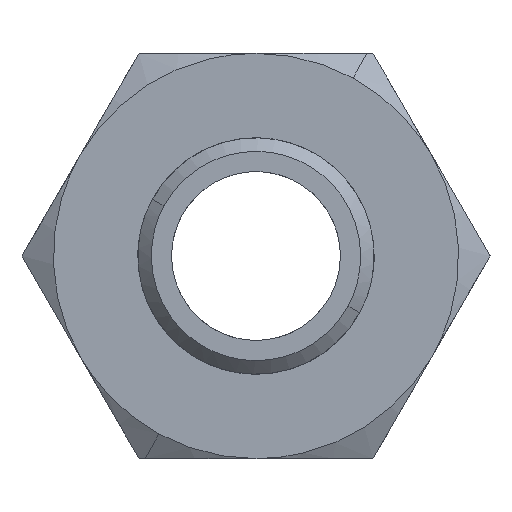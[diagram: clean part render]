
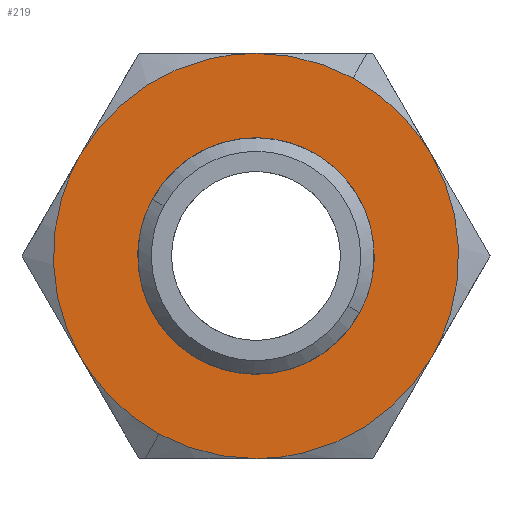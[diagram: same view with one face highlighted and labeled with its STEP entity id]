
A CAD part, front view. The second image highlights one B-rep face of the part: STEP entity #219.
In plain terms, the highlighted planar face has unit normal (0, -1, 0).
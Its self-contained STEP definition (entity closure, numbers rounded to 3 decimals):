
#12=FACE_BOUND('',#301,.T.);
#37=(
BOUNDED_CURVE()
B_SPLINE_CURVE(2,(#1743,#1744,#1745),.UNSPECIFIED.,.F.,.F.)
B_SPLINE_CURVE_WITH_KNOTS((3,3),(0.,9.85),.UNSPECIFIED.)
CURVE()
GEOMETRIC_REPRESENTATION_ITEM()
RATIONAL_B_SPLINE_CURVE((1.,0.963,1.))
REPRESENTATION_ITEM('')
);
#38=(
BOUNDED_CURVE()
B_SPLINE_CURVE(2,(#1746,#1747,#1748,#1749,#1750),.UNSPECIFIED.,.F.,.F.)
B_SPLINE_CURVE_WITH_KNOTS((3,2,3),(-32.979,-16.489,
0.),.UNSPECIFIED.)
CURVE()
GEOMETRIC_REPRESENTATION_ITEM()
RATIONAL_B_SPLINE_CURVE((1.,0.707,1.,0.707,1.))
REPRESENTATION_ITEM('')
);
#39=(
BOUNDED_CURVE()
B_SPLINE_CURVE(2,(#1751,#1752,#1753,#1754,#1755),.UNSPECIFIED.,.F.,.F.)
B_SPLINE_CURVE_WITH_KNOTS((3,2,3),(-32.979,-16.489,
0.),.UNSPECIFIED.)
CURVE()
GEOMETRIC_REPRESENTATION_ITEM()
RATIONAL_B_SPLINE_CURVE((1.,0.707,1.,0.707,1.))
REPRESENTATION_ITEM('')
);
#40=(
BOUNDED_CURVE()
B_SPLINE_CURVE(2,(#1756,#1757,#1758),.UNSPECIFIED.,.F.,.F.)
B_SPLINE_CURVE_WITH_KNOTS((3,3),(0.,9.85),.UNSPECIFIED.)
CURVE()
GEOMETRIC_REPRESENTATION_ITEM()
RATIONAL_B_SPLINE_CURVE((1.,0.963,1.))
REPRESENTATION_ITEM('')
);
#41=(
BOUNDED_CURVE()
B_SPLINE_CURVE(2,(#1759,#1760,#1761),.UNSPECIFIED.,.F.,.F.)
B_SPLINE_CURVE_WITH_KNOTS((3,3),(0.,9.),.UNSPECIFIED.)
CURVE()
GEOMETRIC_REPRESENTATION_ITEM()
RATIONAL_B_SPLINE_CURVE((1.,0.969,1.))
REPRESENTATION_ITEM('')
);
#42=(
BOUNDED_CURVE()
B_SPLINE_CURVE(2,(#1762,#1763,#1764),.UNSPECIFIED.,.F.,.F.)
B_SPLINE_CURVE_WITH_KNOTS((3,3),(0.,18.85),.UNSPECIFIED.)
CURVE()
GEOMETRIC_REPRESENTATION_ITEM()
RATIONAL_B_SPLINE_CURVE((1.,0.866,1.))
REPRESENTATION_ITEM('')
);
#43=(
BOUNDED_CURVE()
B_SPLINE_CURVE(2,(#1765,#1766,#1767),.UNSPECIFIED.,.F.,.F.)
B_SPLINE_CURVE_WITH_KNOTS((3,3),(0.,18.85),.UNSPECIFIED.)
CURVE()
GEOMETRIC_REPRESENTATION_ITEM()
RATIONAL_B_SPLINE_CURVE((1.,0.866,1.))
REPRESENTATION_ITEM('')
);
#44=(
BOUNDED_CURVE()
B_SPLINE_CURVE(2,(#1768,#1769,#1770),.UNSPECIFIED.,.F.,.F.)
B_SPLINE_CURVE_WITH_KNOTS((3,3),(0.,9.),.UNSPECIFIED.)
CURVE()
GEOMETRIC_REPRESENTATION_ITEM()
RATIONAL_B_SPLINE_CURVE((1.,0.969,1.))
REPRESENTATION_ITEM('')
);
#45=(
BOUNDED_CURVE()
B_SPLINE_CURVE(2,(#1771,#1772,#1773),.UNSPECIFIED.,.F.,.F.)
B_SPLINE_CURVE_WITH_KNOTS((3,3),(0.,18.85),.UNSPECIFIED.)
CURVE()
GEOMETRIC_REPRESENTATION_ITEM()
RATIONAL_B_SPLINE_CURVE((1.,0.866,1.))
REPRESENTATION_ITEM('')
);
#46=(
BOUNDED_CURVE()
B_SPLINE_CURVE(2,(#1774,#1775,#1776),.UNSPECIFIED.,.F.,.F.)
B_SPLINE_CURVE_WITH_KNOTS((3,3),(0.,18.85),.UNSPECIFIED.)
CURVE()
GEOMETRIC_REPRESENTATION_ITEM()
RATIONAL_B_SPLINE_CURVE((1.,0.866,1.))
REPRESENTATION_ITEM('')
);
#219=ADVANCED_FACE('',(#259,#12),#975,.T.);
#259=FACE_OUTER_BOUND('',#300,.T.);
#300=EDGE_LOOP('',(#401,#402,#403,#404,#405,#406,#407,#408));
#301=EDGE_LOOP('',(#409,#410));
#401=ORIENTED_EDGE('',*,*,#585,.F.);
#402=ORIENTED_EDGE('',*,*,#586,.F.);
#403=ORIENTED_EDGE('',*,*,#587,.F.);
#404=ORIENTED_EDGE('',*,*,#581,.F.);
#405=ORIENTED_EDGE('',*,*,#588,.F.);
#406=ORIENTED_EDGE('',*,*,#590,.F.);
#407=ORIENTED_EDGE('',*,*,#589,.F.);
#408=ORIENTED_EDGE('',*,*,#584,.F.);
#409=ORIENTED_EDGE('',*,*,#583,.F.);
#410=ORIENTED_EDGE('',*,*,#582,.F.);
#581=EDGE_CURVE('',#868,#867,#37,.T.);
#582=EDGE_CURVE('',#874,#873,#38,.T.);
#583=EDGE_CURVE('',#873,#874,#39,.T.);
#584=EDGE_CURVE('',#869,#870,#40,.T.);
#585=EDGE_CURVE('',#871,#869,#41,.T.);
#586=EDGE_CURVE('',#872,#871,#42,.T.);
#587=EDGE_CURVE('',#867,#872,#43,.T.);
#588=EDGE_CURVE('',#866,#868,#44,.T.);
#589=EDGE_CURVE('',#870,#865,#45,.T.);
#590=EDGE_CURVE('',#865,#866,#46,.T.);
#865=VERTEX_POINT('',#1733);
#866=VERTEX_POINT('',#1734);
#867=VERTEX_POINT('',#1735);
#868=VERTEX_POINT('',#1736);
#869=VERTEX_POINT('',#1737);
#870=VERTEX_POINT('',#1738);
#871=VERTEX_POINT('',#1739);
#872=VERTEX_POINT('',#1740);
#873=VERTEX_POINT('',#1741);
#874=VERTEX_POINT('',#1742);
#975=PLANE('',#1073);
#1073=AXIS2_PLACEMENT_3D('',#1732,#1086,$);
#1086=DIRECTION('',(0.,-1.,0.));
#1732=CARTESIAN_POINT('',(-25.002,12.5,21.66));
#1733=CARTESIAN_POINT('',(15.588,12.5,-9.));
#1734=CARTESIAN_POINT('',(0.,12.5,-18.));
#1735=CARTESIAN_POINT('',(-15.588,12.5,-9.));
#1736=CARTESIAN_POINT('',(-8.63,12.5,-15.796));
#1737=CARTESIAN_POINT('',(8.63,12.5,15.796));
#1738=CARTESIAN_POINT('',(15.588,12.5,9.));
#1739=CARTESIAN_POINT('',(0.,12.5,18.));
#1740=CARTESIAN_POINT('',(-15.588,12.5,9.));
#1741=CARTESIAN_POINT('',(-9.212,12.5,5.033));
#1742=CARTESIAN_POINT('',(9.212,12.5,-5.033));
#1743=CARTESIAN_POINT('',(-8.63,12.5,-15.796));
#1744=CARTESIAN_POINT('',(-13.063,12.5,-13.375));
#1745=CARTESIAN_POINT('',(-15.588,12.5,-9.));
#1746=CARTESIAN_POINT('',(9.212,12.5,-5.033));
#1747=CARTESIAN_POINT('',(14.245,12.5,4.18));
#1748=CARTESIAN_POINT('',(5.033,12.5,9.212));
#1749=CARTESIAN_POINT('',(-4.18,12.5,14.245));
#1750=CARTESIAN_POINT('',(-9.212,12.5,5.033));
#1751=CARTESIAN_POINT('',(-9.212,12.5,5.033));
#1752=CARTESIAN_POINT('',(-14.245,12.5,-4.18));
#1753=CARTESIAN_POINT('',(-5.033,12.5,-9.212));
#1754=CARTESIAN_POINT('',(4.18,12.5,-14.245));
#1755=CARTESIAN_POINT('',(9.212,12.5,-5.033));
#1756=CARTESIAN_POINT('',(8.63,12.5,15.796));
#1757=CARTESIAN_POINT('',(13.063,12.5,13.375));
#1758=CARTESIAN_POINT('',(15.588,12.5,9.));
#1759=CARTESIAN_POINT('',(0.,12.5,18.));
#1760=CARTESIAN_POINT('',(4.596,12.5,18.));
#1761=CARTESIAN_POINT('',(8.63,12.5,15.796));
#1762=CARTESIAN_POINT('',(-15.588,12.5,9.));
#1763=CARTESIAN_POINT('',(-10.392,12.5,18.));
#1764=CARTESIAN_POINT('',(0.,12.5,18.));
#1765=CARTESIAN_POINT('',(-15.588,12.5,-9.));
#1766=CARTESIAN_POINT('',(-20.785,12.5,0.));
#1767=CARTESIAN_POINT('',(-15.588,12.5,9.));
#1768=CARTESIAN_POINT('',(0.,12.5,-18.));
#1769=CARTESIAN_POINT('',(-4.596,12.5,-18.));
#1770=CARTESIAN_POINT('',(-8.63,12.5,-15.796));
#1771=CARTESIAN_POINT('',(15.588,12.5,9.));
#1772=CARTESIAN_POINT('',(20.785,12.5,0.));
#1773=CARTESIAN_POINT('',(15.588,12.5,-9.));
#1774=CARTESIAN_POINT('',(15.588,12.5,-9.));
#1775=CARTESIAN_POINT('',(10.392,12.5,-18.));
#1776=CARTESIAN_POINT('',(0.,12.5,-18.));
